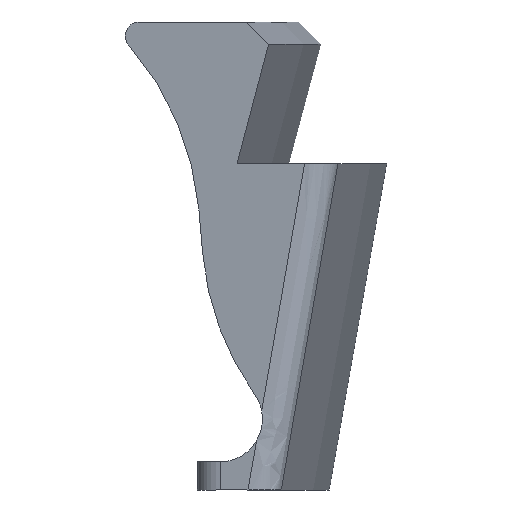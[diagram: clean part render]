
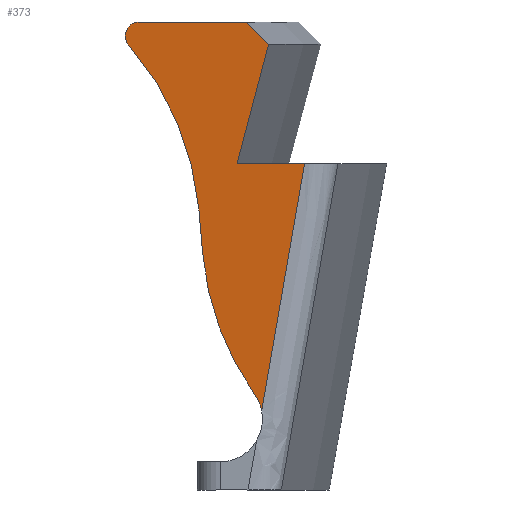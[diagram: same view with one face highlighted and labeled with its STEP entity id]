
A CAD part, front view. The second image highlights one B-rep face of the part: STEP entity #373.
In plain terms, the highlighted planar face has unit normal (-0.174, -0.985, 0).
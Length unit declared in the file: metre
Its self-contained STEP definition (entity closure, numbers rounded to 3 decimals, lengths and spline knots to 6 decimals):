
#35=CIRCLE('',#409,0.01);
#40=CIRCLE('',#416,0.01);
#43=CIRCLE('',#420,0.0015);
#51=CIRCLE('',#434,0.0005);
#63=B_SPLINE_CURVE_WITH_KNOTS('',3,(#696,#697,#698,#699),.UNSPECIFIED.,
 .F.,.F.,(4,4),(0.002831,0.011677),.UNSPECIFIED.);
#140=ORIENTED_EDGE('',*,*,#214,.F.);
#141=ORIENTED_EDGE('',*,*,#232,.T.);
#142=ORIENTED_EDGE('',*,*,#196,.T.);
#143=ORIENTED_EDGE('',*,*,#199,.T.);
#144=ORIENTED_EDGE('',*,*,#233,.T.);
#145=ORIENTED_EDGE('',*,*,#201,.F.);
#146=ORIENTED_EDGE('',*,*,#234,.T.);
#147=ORIENTED_EDGE('',*,*,#203,.F.);
#148=ORIENTED_EDGE('',*,*,#207,.T.);
#149=ORIENTED_EDGE('',*,*,#209,.F.);
#196=EDGE_CURVE('',#253,#252,#281,.T.);
#199=EDGE_CURVE('',#252,#254,#282,.T.);
#201=EDGE_CURVE('',#255,#256,#283,.T.);
#203=EDGE_CURVE('',#257,#258,#35,.T.);
#207=EDGE_CURVE('',#257,#259,#284,.T.);
#209=EDGE_CURVE('',#260,#259,#40,.T.);
#214=EDGE_CURVE('',#263,#260,#43,.T.);
#232=EDGE_CURVE('',#263,#253,#63,.T.);
#233=EDGE_CURVE('',#254,#256,#290,.T.);
#234=EDGE_CURVE('',#255,#258,#51,.T.);
#252=VERTEX_POINT('',#600);
#253=VERTEX_POINT('',#602);
#254=VERTEX_POINT('',#610);
#255=VERTEX_POINT('',#614);
#256=VERTEX_POINT('',#616);
#257=VERTEX_POINT('',#620);
#258=VERTEX_POINT('',#621);
#259=VERTEX_POINT('',#626);
#260=VERTEX_POINT('',#630);
#263=VERTEX_POINT('',#645);
#281=LINE('',#601,#299);
#282=LINE('',#611,#300);
#283=LINE('',#615,#301);
#284=LINE('',#627,#302);
#290=LINE('',#700,#308);
#299=VECTOR('',#469,1.);
#300=VECTOR('',#474,1.);
#301=VECTOR('',#479,1.);
#302=VECTOR('',#494,1.);
#308=VECTOR('',#540,1.);
#323=EDGE_LOOP('',(#140,#141,#142,#143,#144,#145,#146,#147,#148,#149));
#344=FACE_BOUND('',#323,.T.);
#358=PLANE('',#433);
#373=ADVANCED_FACE('',(#344),#358,.T.);
#409=AXIS2_PLACEMENT_3D('',#619,#484,#485);
#416=AXIS2_PLACEMENT_3D('',#631,#499,#500);
#420=AXIS2_PLACEMENT_3D('',#646,#507,#508);
#433=AXIS2_PLACEMENT_3D('',#695,#538,#539);
#434=AXIS2_PLACEMENT_3D('',#701,#541,#542);
#469=DIRECTION('',(-0.985,0.174,0.));
#474=DIRECTION('',(0.255,-0.045,0.966));
#479=DIRECTION('',(0.985,-0.174,0.));
#484=DIRECTION('',(-0.174,-0.985,0.));
#485=DIRECTION('',(0.985,-0.174,0.));
#494=DIRECTION('',(0.086,-0.015,-0.996));
#499=DIRECTION('',(0.174,0.985,0.));
#500=DIRECTION('',(0.985,-0.174,0.));
#507=DIRECTION('',(-0.174,-0.985,0.));
#508=DIRECTION('',(0.985,-0.174,0.));
#538=DIRECTION('',(-0.174,-0.985,0.));
#539=DIRECTION('',(0.985,-0.174,0.));
#540=DIRECTION('',(-0.696,0.123,0.707));
#541=DIRECTION('',(-0.174,-0.985,0.));
#542=DIRECTION('',(0.985,-0.174,0.));
#600=CARTESIAN_POINT('',(0.123681,-0.021808,0.));
#601=CARTESIAN_POINT('',(0.125374,-0.022107,0.));
#602=CARTESIAN_POINT('',(0.126064,-0.022228,0.));
#610=CARTESIAN_POINT('',(0.124792,-0.022004,0.004211));
#611=CARTESIAN_POINT('',(0.12434,-0.021925,0.0025));
#614=CARTESIAN_POINT('',(0.120233,-0.0212,0.005));
#615=CARTESIAN_POINT('',(0.120986,-0.021333,0.005));
#616=CARTESIAN_POINT('',(0.124015,-0.021867,0.005));
#619=CARTESIAN_POINT('',(0.112526,-0.019841,-0.0025));
#620=CARTESIAN_POINT('',(0.122337,-0.021571,-0.001628));
#621=CARTESIAN_POINT('',(0.119866,-0.021136,0.004167));
#626=CARTESIAN_POINT('',(0.122466,-0.021594,-0.003131));
#627=CARTESIAN_POINT('',(0.122401,-0.021583,-0.00238));
#630=CARTESIAN_POINT('',(0.124298,-0.021917,-0.008121));
#631=CARTESIAN_POINT('',(0.132277,-0.023324,-0.002259));
#645=CARTESIAN_POINT('',(0.124551,-0.021962,-0.008712));
#646=CARTESIAN_POINT('',(0.123101,-0.021706,-0.009));
#695=CARTESIAN_POINT('',(0.001983,-0.00035,0.00425));
#696=CARTESIAN_POINT('',(0.124551,-0.021962,-0.008712));
#697=CARTESIAN_POINT('',(0.125055,-0.022051,-0.005808));
#698=CARTESIAN_POINT('',(0.125559,-0.02214,-0.002904));
#699=CARTESIAN_POINT('',(0.126064,-0.022228,0.));
#700=CARTESIAN_POINT('',(0.,0.,0.130928));
#701=CARTESIAN_POINT('',(0.120233,-0.0212,0.0045));
